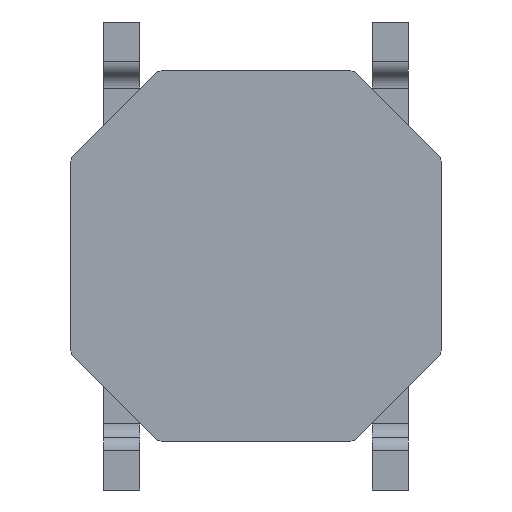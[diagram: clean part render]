
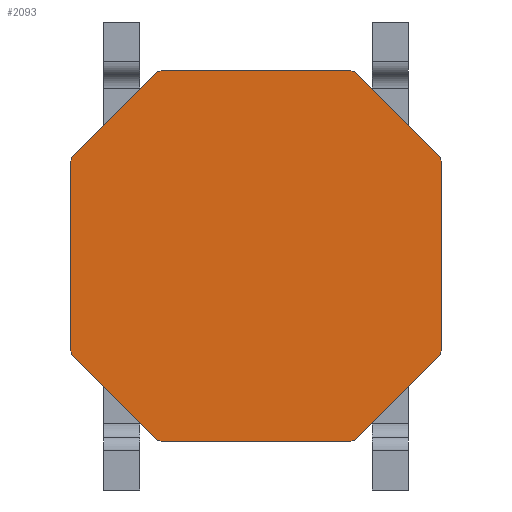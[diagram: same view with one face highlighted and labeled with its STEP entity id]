
A CAD part, front view. The second image highlights one B-rep face of the part: STEP entity #2093.
In plain terms, the highlighted planar face has unit normal (0, -1, 0).
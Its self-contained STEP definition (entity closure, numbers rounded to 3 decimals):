
#46=PLANE('',#2262);
#113=LINE('',#3259,#294);
#115=LINE('',#3263,#296);
#116=LINE('',#3267,#297);
#117=LINE('',#3271,#298);
#118=LINE('',#3275,#299);
#119=LINE('',#3279,#300);
#120=LINE('',#3283,#301);
#121=LINE('',#3287,#302);
#294=VECTOR('',#2544,10.);
#296=VECTOR('',#2548,10.);
#297=VECTOR('',#2551,10.);
#298=VECTOR('',#2554,10.);
#299=VECTOR('',#2557,10.);
#300=VECTOR('',#2560,10.);
#301=VECTOR('',#2563,10.);
#302=VECTOR('',#2566,10.);
#536=FACE_OUTER_BOUND('',#675,.T.);
#675=EDGE_LOOP('',(#1454,#1455,#1456,#1457,#1458,#1459,#1460,#1461,#1462,
#1463,#1464,#1465,#1466,#1467,#1468,#1469));
#814=CIRCLE('',#2258,0.1);
#816=CIRCLE('',#2263,0.1);
#817=CIRCLE('',#2264,0.1);
#818=CIRCLE('',#2265,0.1);
#819=CIRCLE('',#2266,0.1);
#820=CIRCLE('',#2267,0.1);
#821=CIRCLE('',#2268,0.1);
#822=CIRCLE('',#2269,0.1);
#934=VERTEX_POINT('',#3246);
#935=VERTEX_POINT('',#3247);
#938=VERTEX_POINT('',#3258);
#939=VERTEX_POINT('',#3262);
#940=VERTEX_POINT('',#3264);
#941=VERTEX_POINT('',#3266);
#942=VERTEX_POINT('',#3268);
#943=VERTEX_POINT('',#3270);
#944=VERTEX_POINT('',#3272);
#945=VERTEX_POINT('',#3274);
#946=VERTEX_POINT('',#3276);
#947=VERTEX_POINT('',#3278);
#948=VERTEX_POINT('',#3280);
#949=VERTEX_POINT('',#3282);
#950=VERTEX_POINT('',#3284);
#951=VERTEX_POINT('',#3286);
#1125=EDGE_CURVE('',#934,#935,#814,.T.);
#1131=EDGE_CURVE('',#935,#938,#113,.T.);
#1133=EDGE_CURVE('',#939,#934,#115,.T.);
#1134=EDGE_CURVE('',#940,#939,#816,.T.);
#1135=EDGE_CURVE('',#941,#940,#116,.T.);
#1136=EDGE_CURVE('',#942,#941,#817,.T.);
#1137=EDGE_CURVE('',#943,#942,#117,.T.);
#1138=EDGE_CURVE('',#944,#943,#818,.T.);
#1139=EDGE_CURVE('',#945,#944,#118,.T.);
#1140=EDGE_CURVE('',#946,#945,#819,.T.);
#1141=EDGE_CURVE('',#947,#946,#119,.T.);
#1142=EDGE_CURVE('',#948,#947,#820,.T.);
#1143=EDGE_CURVE('',#949,#948,#120,.T.);
#1144=EDGE_CURVE('',#950,#949,#821,.T.);
#1145=EDGE_CURVE('',#951,#950,#121,.T.);
#1146=EDGE_CURVE('',#938,#951,#822,.T.);
#1454=ORIENTED_EDGE('',*,*,#1125,.F.);
#1455=ORIENTED_EDGE('',*,*,#1133,.F.);
#1456=ORIENTED_EDGE('',*,*,#1134,.F.);
#1457=ORIENTED_EDGE('',*,*,#1135,.F.);
#1458=ORIENTED_EDGE('',*,*,#1136,.F.);
#1459=ORIENTED_EDGE('',*,*,#1137,.F.);
#1460=ORIENTED_EDGE('',*,*,#1138,.F.);
#1461=ORIENTED_EDGE('',*,*,#1139,.F.);
#1462=ORIENTED_EDGE('',*,*,#1140,.F.);
#1463=ORIENTED_EDGE('',*,*,#1141,.F.);
#1464=ORIENTED_EDGE('',*,*,#1142,.F.);
#1465=ORIENTED_EDGE('',*,*,#1143,.F.);
#1466=ORIENTED_EDGE('',*,*,#1144,.F.);
#1467=ORIENTED_EDGE('',*,*,#1145,.F.);
#1468=ORIENTED_EDGE('',*,*,#1146,.F.);
#1469=ORIENTED_EDGE('',*,*,#1131,.F.);
#2093=ADVANCED_FACE('',(#536),#46,.F.);
#2258=AXIS2_PLACEMENT_3D('',#3248,#2532,#2533);
#2262=AXIS2_PLACEMENT_3D('',#3261,#2546,#2547);
#2263=AXIS2_PLACEMENT_3D('',#3265,#2549,#2550);
#2264=AXIS2_PLACEMENT_3D('',#3269,#2552,#2553);
#2265=AXIS2_PLACEMENT_3D('',#3273,#2555,#2556);
#2266=AXIS2_PLACEMENT_3D('',#3277,#2558,#2559);
#2267=AXIS2_PLACEMENT_3D('',#3281,#2561,#2562);
#2268=AXIS2_PLACEMENT_3D('',#3285,#2564,#2565);
#2269=AXIS2_PLACEMENT_3D('',#3288,#2567,#2568);
#2532=DIRECTION('center_axis',(0.,1.,0.));
#2533=DIRECTION('ref_axis',(-0.383,0.,-0.924));
#2544=DIRECTION('',(-0.707,0.,0.707));
#2546=DIRECTION('center_axis',(0.,1.,0.));
#2547=DIRECTION('ref_axis',(0.,0.,1.));
#2548=DIRECTION('',(-1.,0.,0.));
#2549=DIRECTION('center_axis',(0.,1.,0.));
#2550=DIRECTION('ref_axis',(0.383,0.,-0.924));
#2551=DIRECTION('',(-0.707,0.,-0.707));
#2552=DIRECTION('center_axis',(0.,1.,0.));
#2553=DIRECTION('ref_axis',(0.924,0.,-0.383));
#2554=DIRECTION('',(0.,0.,-1.));
#2555=DIRECTION('center_axis',(0.,1.,0.));
#2556=DIRECTION('ref_axis',(0.924,0.,0.383));
#2557=DIRECTION('',(0.707,0.,-0.707));
#2558=DIRECTION('center_axis',(0.,1.,0.));
#2559=DIRECTION('ref_axis',(0.383,0.,0.924));
#2560=DIRECTION('',(1.,0.,0.));
#2561=DIRECTION('center_axis',(0.,1.,0.));
#2562=DIRECTION('ref_axis',(-0.383,0.,0.924));
#2563=DIRECTION('',(0.707,0.,0.707));
#2564=DIRECTION('center_axis',(0.,1.,0.));
#2565=DIRECTION('ref_axis',(-0.924,0.,0.383));
#2566=DIRECTION('',(0.,0.,1.));
#2567=DIRECTION('center_axis',(0.,1.,0.));
#2568=DIRECTION('ref_axis',(-0.924,0.,-0.383));
#3246=CARTESIAN_POINT('',(1.241,0.,-5.1));
#3247=CARTESIAN_POINT('',(1.171,0.,-5.071));
#3248=CARTESIAN_POINT('Origin',(1.241,0.,-5.));
#3258=CARTESIAN_POINT('',(0.029,0.,-3.929));
#3259=CARTESIAN_POINT('',(1.2,0.,-5.1));
#3261=CARTESIAN_POINT('Origin',(2.55,0.,-2.55));
#3262=CARTESIAN_POINT('',(3.859,0.,-5.1));
#3263=CARTESIAN_POINT('',(3.9,0.,-5.1));
#3264=CARTESIAN_POINT('',(3.929,0.,-5.071));
#3265=CARTESIAN_POINT('Origin',(3.859,0.,-5.));
#3266=CARTESIAN_POINT('',(5.071,0.,-3.929));
#3267=CARTESIAN_POINT('',(5.1,0.,-3.9));
#3268=CARTESIAN_POINT('',(5.1,0.,-3.859));
#3269=CARTESIAN_POINT('Origin',(5.,0.,-3.859));
#3270=CARTESIAN_POINT('',(5.1,0.,-1.241));
#3271=CARTESIAN_POINT('',(5.1,0.,-1.2));
#3272=CARTESIAN_POINT('',(5.071,0.,-1.171));
#3273=CARTESIAN_POINT('Origin',(5.,0.,-1.241));
#3274=CARTESIAN_POINT('',(3.929,0.,-0.029));
#3275=CARTESIAN_POINT('',(3.9,0.,0.));
#3276=CARTESIAN_POINT('',(3.859,0.,0.));
#3277=CARTESIAN_POINT('Origin',(3.859,0.,-0.1));
#3278=CARTESIAN_POINT('',(1.241,0.,0.));
#3279=CARTESIAN_POINT('',(1.2,0.,0.));
#3280=CARTESIAN_POINT('',(1.171,0.,-0.029));
#3281=CARTESIAN_POINT('Origin',(1.241,0.,-0.1));
#3282=CARTESIAN_POINT('',(0.029,0.,-1.171));
#3283=CARTESIAN_POINT('',(0.,0.,-1.2));
#3284=CARTESIAN_POINT('',(0.,0.,-1.241));
#3285=CARTESIAN_POINT('Origin',(0.1,0.,-1.241));
#3286=CARTESIAN_POINT('',(0.,0.,-3.859));
#3287=CARTESIAN_POINT('',(0.,0.,-3.9));
#3288=CARTESIAN_POINT('Origin',(0.1,0.,-3.859));
